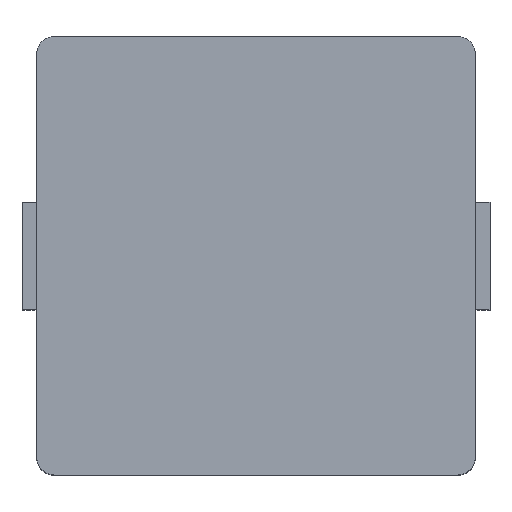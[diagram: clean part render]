
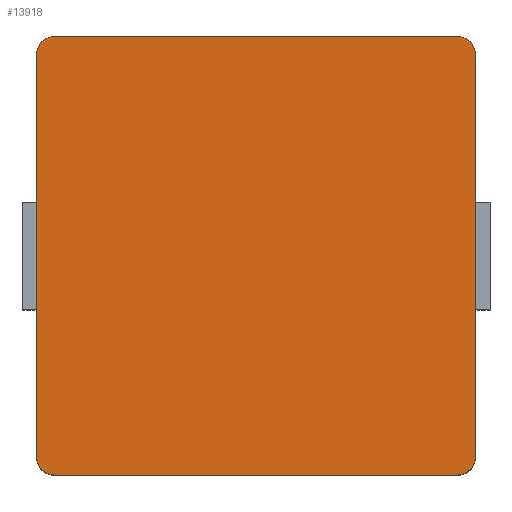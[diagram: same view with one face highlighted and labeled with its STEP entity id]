
A CAD part, top view. The second image highlights one B-rep face of the part: STEP entity #13918.
In plain terms, the highlighted planar face has unit normal (0, 0, 1).
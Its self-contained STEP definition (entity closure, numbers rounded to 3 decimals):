
#450 = ORIENTED_EDGE ( 'NONE', *, *, #8353, .T. ) ;
#469 = DIRECTION ( 'NONE',  ( -1., 0., 0. ) ) ;
#552 = CARTESIAN_POINT ( 'NONE',  ( -6.3, 6.3, 6.1 ) ) ;
#732 = VERTEX_POINT ( 'NONE', #1423 ) ;
#794 = EDGE_LOOP ( 'NONE', ( #11797, #450, #14787, #9576, #10843, #3388, #3471, #8728 ) ) ;
#900 = VERTEX_POINT ( 'NONE', #11677 ) ;
#1041 = FACE_OUTER_BOUND ( 'NONE', #794, .T. ) ;
#1423 = CARTESIAN_POINT ( 'NONE',  ( 5.8, 6.3, 6.1 ) ) ;
#1596 = DIRECTION ( 'NONE',  ( 0., 1., 0. ) ) ;
#1611 = DIRECTION ( 'NONE',  ( 1., 0., 0. ) ) ;
#2214 = DIRECTION ( 'NONE',  ( 1., 0., 0. ) ) ;
#2344 = DIRECTION ( 'NONE',  ( 0., 0., 1. ) ) ;
#2355 = AXIS2_PLACEMENT_3D ( 'NONE', #7598, #15290, #15374 ) ;
#2492 = DIRECTION ( 'NONE',  ( 1., 0., 0. ) ) ;
#2575 = CARTESIAN_POINT ( 'NONE',  ( -5.8, -5.8, 6.1 ) ) ;
#3388 = ORIENTED_EDGE ( 'NONE', *, *, #14796, .T. ) ;
#3471 = ORIENTED_EDGE ( 'NONE', *, *, #6390, .T. ) ;
#3882 = VECTOR ( 'NONE', #1596, 1000. ) ;
#4489 = LINE ( 'NONE', #552, #14367 ) ;
#4822 = CARTESIAN_POINT ( 'NONE',  ( 6.3, -5.8, 6.1 ) ) ;
#4990 = VERTEX_POINT ( 'NONE', #6896 ) ;
#5206 = EDGE_CURVE ( 'NONE', #14764, #13448, #13883, .T. ) ;
#5393 = CIRCLE ( 'NONE', #6720, 0.5 ) ;
#6004 = EDGE_CURVE ( 'NONE', #9135, #900, #6708, .T. ) ;
#6390 = EDGE_CURVE ( 'NONE', #732, #4990, #4489, .T. ) ;
#6708 = LINE ( 'NONE', #8067, #3882 ) ;
#6720 = AXIS2_PLACEMENT_3D ( 'NONE', #2575, #12921, #9327 ) ;
#6774 = VERTEX_POINT ( 'NONE', #7188 ) ;
#6896 = CARTESIAN_POINT ( 'NONE',  ( -5.8, 6.3, 6.1 ) ) ;
#7166 = AXIS2_PLACEMENT_3D ( 'NONE', #13421, #2344, #12434 ) ;
#7188 = CARTESIAN_POINT ( 'NONE',  ( -6.3, 5.8, 6.1 ) ) ;
#7197 = CARTESIAN_POINT ( 'NONE',  ( 5.8, -5.8, 6.1 ) ) ;
#7500 = PLANE ( 'NONE',  #7166 ) ;
#7598 = CARTESIAN_POINT ( 'NONE',  ( -5.8, 5.8, 6.1 ) ) ;
#7893 = VECTOR ( 'NONE', #2492, 1000. ) ;
#8067 = CARTESIAN_POINT ( 'NONE',  ( 6.3, 6.3, 6.1 ) ) ;
#8215 = CARTESIAN_POINT ( 'NONE',  ( -6.3, -5.8, 6.1 ) ) ;
#8353 = EDGE_CURVE ( 'NONE', #15445, #14764, #5393, .T. ) ;
#8464 = CIRCLE ( 'NONE', #2355, 0.5 ) ;
#8539 = DIRECTION ( 'NONE',  ( 0., 0., 1. ) ) ;
#8728 = ORIENTED_EDGE ( 'NONE', *, *, #10316, .T. ) ;
#9053 = AXIS2_PLACEMENT_3D ( 'NONE', #7197, #8539, #2214 ) ;
#9135 = VERTEX_POINT ( 'NONE', #4822 ) ;
#9327 = DIRECTION ( 'NONE',  ( 1., 0., 0. ) ) ;
#9576 = ORIENTED_EDGE ( 'NONE', *, *, #14109, .T. ) ;
#10316 = EDGE_CURVE ( 'NONE', #4990, #6774, #8464, .T. ) ;
#10390 = DIRECTION ( 'NONE',  ( 0., 0., 1. ) ) ;
#10612 = CIRCLE ( 'NONE', #9053, 0.5 ) ;
#10634 = LINE ( 'NONE', #15601, #13579 ) ;
#10843 = ORIENTED_EDGE ( 'NONE', *, *, #6004, .T. ) ;
#11318 = CARTESIAN_POINT ( 'NONE',  ( -5.8, -6.3, 6.1 ) ) ;
#11630 = EDGE_CURVE ( 'NONE', #6774, #15445, #10634, .T. ) ;
#11677 = CARTESIAN_POINT ( 'NONE',  ( 6.3, 5.8, 6.1 ) ) ;
#11797 = ORIENTED_EDGE ( 'NONE', *, *, #11630, .T. ) ;
#12434 = DIRECTION ( 'NONE',  ( 1., 0., 0. ) ) ;
#12739 = CARTESIAN_POINT ( 'NONE',  ( -6.3, -6.3, 6.1 ) ) ;
#12921 = DIRECTION ( 'NONE',  ( 0., 0., 1. ) ) ;
#12932 = CARTESIAN_POINT ( 'NONE',  ( 5.8, 5.8, 6.1 ) ) ;
#13210 = CARTESIAN_POINT ( 'NONE',  ( 5.8, -6.3, 6.1 ) ) ;
#13421 = CARTESIAN_POINT ( 'NONE',  ( 0., 0., 6.1 ) ) ;
#13448 = VERTEX_POINT ( 'NONE', #13210 ) ;
#13579 = VECTOR ( 'NONE', #14935, 1000. ) ;
#13883 = LINE ( 'NONE', #12739, #7893 ) ;
#13918 = ADVANCED_FACE ( 'NONE', ( #1041 ), #7500, .T. ) ;
#14109 = EDGE_CURVE ( 'NONE', #13448, #9135, #10612, .T. ) ;
#14367 = VECTOR ( 'NONE', #469, 1000. ) ;
#14764 = VERTEX_POINT ( 'NONE', #11318 ) ;
#14787 = ORIENTED_EDGE ( 'NONE', *, *, #5206, .T. ) ;
#14796 = EDGE_CURVE ( 'NONE', #900, #732, #14832, .T. ) ;
#14832 = CIRCLE ( 'NONE', #15627, 0.5 ) ;
#14935 = DIRECTION ( 'NONE',  ( 0., -1., 0. ) ) ;
#15290 = DIRECTION ( 'NONE',  ( 0., 0., 1. ) ) ;
#15374 = DIRECTION ( 'NONE',  ( 1., 0., 0. ) ) ;
#15445 = VERTEX_POINT ( 'NONE', #8215 ) ;
#15601 = CARTESIAN_POINT ( 'NONE',  ( -6.3, 6.3, 6.1 ) ) ;
#15627 = AXIS2_PLACEMENT_3D ( 'NONE', #12932, #10390, #1611 ) ;
